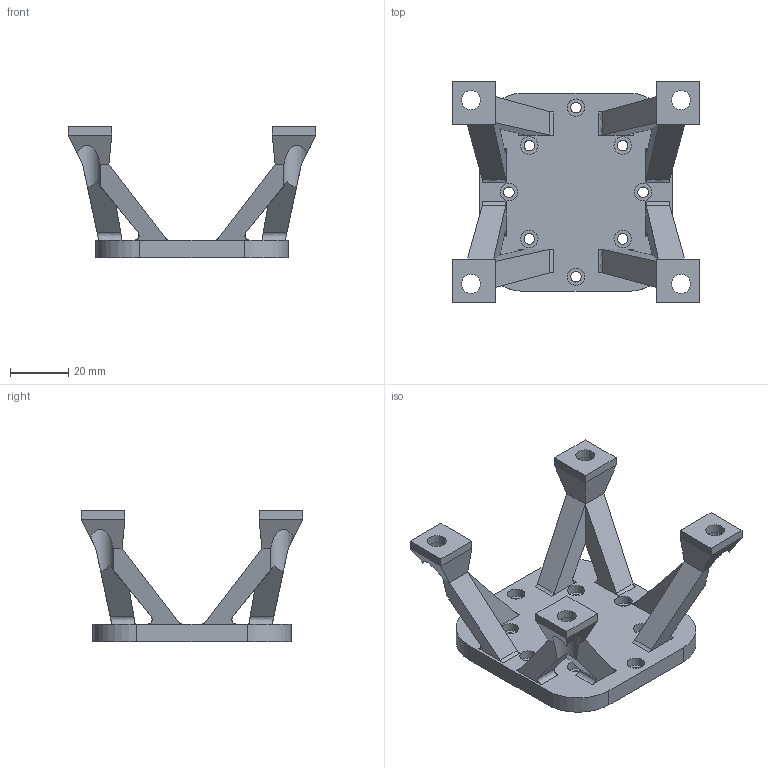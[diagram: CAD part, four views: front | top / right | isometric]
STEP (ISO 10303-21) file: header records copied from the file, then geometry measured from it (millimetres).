
FILE_DESCRIPTION(('FreeCAD Model'),'2;1');
FILE_NAME('Open CASCADE Shape Model','2025-03-31T15:38:07',('Author'),( ''),'Open CASCADE STEP processor 7.8','FreeCAD','Unknown');
FILE_SCHEMA(('AUTOMOTIVE_DESIGN { 1 0 10303 214 1 1 1 1 }'));
Length unit declared in the file: millimetre
Products named in the file (1): Main Mount
Bounding box: 85 x 76 x 45 mm (x, y, z)
Volume: 43716.5 mm3; surface area: 21210.7 mm2
Topology: 1 solids, 1 shells, 138 faces, 373 edges, 246 vertices
Faces by surface type: bspline 64, plane 46, cylinder 28
Full cylindrical faces by diameter (mm): 3.6 x8, 6 x8, 6.5 x4, 9.5 x4
Entity records: 6753 total; most frequent: CARTESIAN_POINT 3708, ORIENTED_EDGE 746, DIRECTION 395, EDGE_CURVE 373, VERTEX_POINT 246, B_SPLINE_CURVE_WITH_KNOTS 180, FACE_BOUND 179, EDGE_LOOP 179
